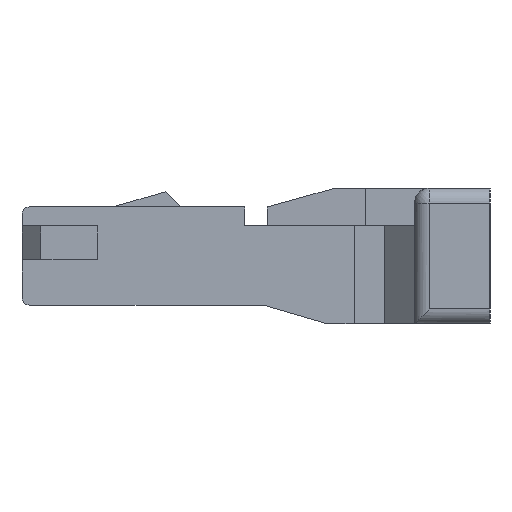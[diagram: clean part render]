
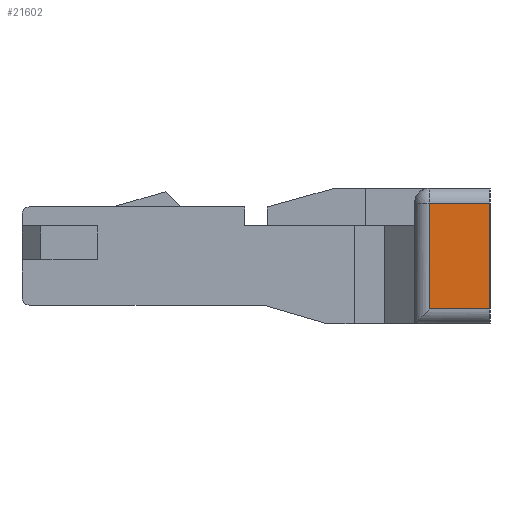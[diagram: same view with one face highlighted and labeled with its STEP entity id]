
A CAD part, left-side view. The second image highlights one B-rep face of the part: STEP entity #21602.
In plain terms, the highlighted planar face has unit normal (-1, 0, 0).
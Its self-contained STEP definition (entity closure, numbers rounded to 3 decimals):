
#55 = CYLINDRICAL_SURFACE('',#56,0.2);
#56 = AXIS2_PLACEMENT_3D('',#57,#58,#59);
#57 = CARTESIAN_POINT('',(-7.66,-10.582,-0.7));
#58 = DIRECTION('',(0.,1.,0.));
#59 = DIRECTION('',(0.,0.,-1.));
#105 = PLANE('',#106);
#106 = AXIS2_PLACEMENT_3D('',#107,#108,#109);
#107 = CARTESIAN_POINT('',(-7.86,-2.5,-0.9));
#108 = DIRECTION('',(0.,-1.,0.));
#109 = DIRECTION('',(1.,0.,0.));
#476 = EDGE_CURVE('',#477,#479,#481,.T.);
#477 = VERTEX_POINT('',#478);
#478 = CARTESIAN_POINT('',(-7.86,-2.5,-0.7));
#479 = VERTEX_POINT('',#480);
#480 = CARTESIAN_POINT('',(-7.86,-1.7,-0.7));
#481 = SURFACE_CURVE('',#482,(#486,#515),.PCURVE_S1.);
#482 = LINE('',#483,#484);
#483 = CARTESIAN_POINT('',(-7.86,-2.5,-0.7));
#484 = VECTOR('',#485,1.);
#485 = DIRECTION('',(0.,1.,0.));
#486 = PCURVE('',#55,#487);
#487 = DEFINITIONAL_REPRESENTATION('',(#488),#514);
#488 = B_SPLINE_CURVE_WITH_KNOTS('',3,(#489,#490,#491,#492,#493,#494,
    #495,#496,#497,#498,#499,#500,#501,#502,#503,#504,#505,#506,#507,
    #508,#509,#510,#511,#512,#513),.UNSPECIFIED.,.F.,.F.,(4,1,1,1,1,1,1,
    1,1,1,1,1,1,1,1,1,1,1,1,1,1,1,4),(0.,0.036,
    0.073,0.109,0.145,0.182,
    0.218,0.255,0.291,0.327,
    0.364,0.4,0.436,0.473,0.509,
    0.545,0.582,0.618,0.655,
    0.691,0.727,0.764,0.8),
  .QUASI_UNIFORM_KNOTS.);
#489 = CARTESIAN_POINT('',(1.571,8.082));
#490 = CARTESIAN_POINT('',(1.571,8.094));
#491 = CARTESIAN_POINT('',(1.571,8.119));
#492 = CARTESIAN_POINT('',(1.571,8.155));
#493 = CARTESIAN_POINT('',(1.571,8.191));
#494 = CARTESIAN_POINT('',(1.571,8.228));
#495 = CARTESIAN_POINT('',(1.571,8.264));
#496 = CARTESIAN_POINT('',(1.571,8.301));
#497 = CARTESIAN_POINT('',(1.571,8.337));
#498 = CARTESIAN_POINT('',(1.571,8.373));
#499 = CARTESIAN_POINT('',(1.571,8.41));
#500 = CARTESIAN_POINT('',(1.571,8.446));
#501 = CARTESIAN_POINT('',(1.571,8.482));
#502 = CARTESIAN_POINT('',(1.571,8.519));
#503 = CARTESIAN_POINT('',(1.571,8.555));
#504 = CARTESIAN_POINT('',(1.571,8.591));
#505 = CARTESIAN_POINT('',(1.571,8.628));
#506 = CARTESIAN_POINT('',(1.571,8.664));
#507 = CARTESIAN_POINT('',(1.571,8.701));
#508 = CARTESIAN_POINT('',(1.571,8.737));
#509 = CARTESIAN_POINT('',(1.571,8.773));
#510 = CARTESIAN_POINT('',(1.571,8.81));
#511 = CARTESIAN_POINT('',(1.571,8.846));
#512 = CARTESIAN_POINT('',(1.571,8.87));
#513 = CARTESIAN_POINT('',(1.571,8.882));
#514 = ( GEOMETRIC_REPRESENTATION_CONTEXT(2) 
PARAMETRIC_REPRESENTATION_CONTEXT() REPRESENTATION_CONTEXT('2D SPACE',''
  ) );
#515 = PCURVE('',#516,#521);
#516 = PLANE('',#517);
#517 = AXIS2_PLACEMENT_3D('',#518,#519,#520);
#518 = CARTESIAN_POINT('',(-7.86,-1.5,-0.9));
#519 = DIRECTION('',(-1.,0.,0.));
#520 = DIRECTION('',(0.,-1.,0.));
#521 = DEFINITIONAL_REPRESENTATION('',(#522),#526);
#522 = LINE('',#523,#524);
#523 = CARTESIAN_POINT('',(1.,0.2));
#524 = VECTOR('',#525,1.);
#525 = DIRECTION('',(-1.,0.));
#526 = ( GEOMETRIC_REPRESENTATION_CONTEXT(2) 
PARAMETRIC_REPRESENTATION_CONTEXT() REPRESENTATION_CONTEXT('2D SPACE',''
  ) );
#594 = CYLINDRICAL_SURFACE('',#595,0.2);
#595 = AXIS2_PLACEMENT_3D('',#596,#597,#598);
#596 = CARTESIAN_POINT('',(-7.66,-1.7,-3.246));
#597 = DIRECTION('',(0.,0.,1.));
#598 = DIRECTION('',(0.,1.,0.));
#881 = EDGE_CURVE('',#477,#882,#884,.T.);
#882 = VERTEX_POINT('',#883);
#883 = CARTESIAN_POINT('',(-7.86,-2.5,0.7));
#884 = SURFACE_CURVE('',#885,(#889,#896),.PCURVE_S1.);
#885 = LINE('',#886,#887);
#886 = CARTESIAN_POINT('',(-7.86,-2.5,-0.7));
#887 = VECTOR('',#888,1.);
#888 = DIRECTION('',(0.,0.,1.));
#889 = PCURVE('',#105,#890);
#890 = DEFINITIONAL_REPRESENTATION('',(#891),#895);
#891 = LINE('',#892,#893);
#892 = CARTESIAN_POINT('',(0.,0.2));
#893 = VECTOR('',#894,1.);
#894 = DIRECTION('',(0.,1.));
#895 = ( GEOMETRIC_REPRESENTATION_CONTEXT(2) 
PARAMETRIC_REPRESENTATION_CONTEXT() REPRESENTATION_CONTEXT('2D SPACE',''
  ) );
#896 = PCURVE('',#516,#897);
#897 = DEFINITIONAL_REPRESENTATION('',(#898),#902);
#898 = LINE('',#899,#900);
#899 = CARTESIAN_POINT('',(1.,0.2));
#900 = VECTOR('',#901,1.);
#901 = DIRECTION('',(0.,1.));
#902 = ( GEOMETRIC_REPRESENTATION_CONTEXT(2) 
PARAMETRIC_REPRESENTATION_CONTEXT() REPRESENTATION_CONTEXT('2D SPACE',''
  ) );
#921 = CYLINDRICAL_SURFACE('',#922,0.2);
#922 = AXIS2_PLACEMENT_3D('',#923,#924,#925);
#923 = CARTESIAN_POINT('',(-7.66,-10.582,0.7));
#924 = DIRECTION('',(0.,1.,0.));
#925 = DIRECTION('',(-1.,0.,0.));
#21491 = VERTEX_POINT('',#21492);
#21492 = CARTESIAN_POINT('',(-7.86,-1.7,0.7));
#21560 = EDGE_CURVE('',#479,#21491,#21561,.T.);
#21561 = SURFACE_CURVE('',#21562,(#21566,#21595),.PCURVE_S1.);
#21562 = LINE('',#21563,#21564);
#21563 = CARTESIAN_POINT('',(-7.86,-1.7,-0.7));
#21564 = VECTOR('',#21565,1.);
#21565 = DIRECTION('',(0.,0.,1.));
#21566 = PCURVE('',#594,#21567);
#21567 = DEFINITIONAL_REPRESENTATION('',(#21568),#21594);
#21568 = B_SPLINE_CURVE_WITH_KNOTS('',3,(#21569,#21570,#21571,#21572,
    #21573,#21574,#21575,#21576,#21577,#21578,#21579,#21580,#21581,
    #21582,#21583,#21584,#21585,#21586,#21587,#21588,#21589,#21590,
    #21591,#21592,#21593),.UNSPECIFIED.,.F.,.F.,(4,1,1,1,1,1,1,1,1,1,1,1
    ,1,1,1,1,1,1,1,1,1,1,4),(0.,0.064,0.127,
    0.191,0.255,0.318,0.382,
    0.445,0.509,0.573,0.636,0.7,
    0.764,0.827,0.891,0.955,
    1.018,1.082,1.145,1.209,
    1.273,1.336,1.4),.QUASI_UNIFORM_KNOTS.);
#21569 = CARTESIAN_POINT('',(1.571,2.546));
#21570 = CARTESIAN_POINT('',(1.571,2.568));
#21571 = CARTESIAN_POINT('',(1.571,2.61));
#21572 = CARTESIAN_POINT('',(1.571,2.674));
#21573 = CARTESIAN_POINT('',(1.571,2.737));
#21574 = CARTESIAN_POINT('',(1.571,2.801));
#21575 = CARTESIAN_POINT('',(1.571,2.865));
#21576 = CARTESIAN_POINT('',(1.571,2.928));
#21577 = CARTESIAN_POINT('',(1.571,2.992));
#21578 = CARTESIAN_POINT('',(1.571,3.056));
#21579 = CARTESIAN_POINT('',(1.571,3.119));
#21580 = CARTESIAN_POINT('',(1.571,3.183));
#21581 = CARTESIAN_POINT('',(1.571,3.246));
#21582 = CARTESIAN_POINT('',(1.571,3.31));
#21583 = CARTESIAN_POINT('',(1.571,3.374));
#21584 = CARTESIAN_POINT('',(1.571,3.437));
#21585 = CARTESIAN_POINT('',(1.571,3.501));
#21586 = CARTESIAN_POINT('',(1.571,3.565));
#21587 = CARTESIAN_POINT('',(1.571,3.628));
#21588 = CARTESIAN_POINT('',(1.571,3.692));
#21589 = CARTESIAN_POINT('',(1.571,3.756));
#21590 = CARTESIAN_POINT('',(1.571,3.819));
#21591 = CARTESIAN_POINT('',(1.571,3.883));
#21592 = CARTESIAN_POINT('',(1.571,3.925));
#21593 = CARTESIAN_POINT('',(1.571,3.946));
#21594 = ( GEOMETRIC_REPRESENTATION_CONTEXT(2) 
PARAMETRIC_REPRESENTATION_CONTEXT() REPRESENTATION_CONTEXT('2D SPACE',''
  ) );
#21595 = PCURVE('',#516,#21596);
#21596 = DEFINITIONAL_REPRESENTATION('',(#21597),#21601);
#21597 = LINE('',#21598,#21599);
#21598 = CARTESIAN_POINT('',(0.2,0.2));
#21599 = VECTOR('',#21600,1.);
#21600 = DIRECTION('',(0.,1.));
#21601 = ( GEOMETRIC_REPRESENTATION_CONTEXT(2) 
PARAMETRIC_REPRESENTATION_CONTEXT() REPRESENTATION_CONTEXT('2D SPACE',''
  ) );
#21602 = ADVANCED_FACE('',(#21603),#516,.T.);
#21603 = FACE_BOUND('',#21604,.F.);
#21604 = EDGE_LOOP('',(#21605,#21648,#21649,#21650));
#21605 = ORIENTED_EDGE('',*,*,#21606,.F.);
#21606 = EDGE_CURVE('',#882,#21491,#21607,.T.);
#21607 = SURFACE_CURVE('',#21608,(#21612,#21619),.PCURVE_S1.);
#21608 = LINE('',#21609,#21610);
#21609 = CARTESIAN_POINT('',(-7.86,-2.5,0.7));
#21610 = VECTOR('',#21611,1.);
#21611 = DIRECTION('',(0.,1.,0.));
#21612 = PCURVE('',#516,#21613);
#21613 = DEFINITIONAL_REPRESENTATION('',(#21614),#21618);
#21614 = LINE('',#21615,#21616);
#21615 = CARTESIAN_POINT('',(1.,1.6));
#21616 = VECTOR('',#21617,1.);
#21617 = DIRECTION('',(-1.,0.));
#21618 = ( GEOMETRIC_REPRESENTATION_CONTEXT(2) 
PARAMETRIC_REPRESENTATION_CONTEXT() REPRESENTATION_CONTEXT('2D SPACE',''
  ) );
#21619 = PCURVE('',#921,#21620);
#21620 = DEFINITIONAL_REPRESENTATION('',(#21621),#21647);
#21621 = B_SPLINE_CURVE_WITH_KNOTS('',3,(#21622,#21623,#21624,#21625,
    #21626,#21627,#21628,#21629,#21630,#21631,#21632,#21633,#21634,
    #21635,#21636,#21637,#21638,#21639,#21640,#21641,#21642,#21643,
    #21644,#21645,#21646),.UNSPECIFIED.,.F.,.F.,(4,1,1,1,1,1,1,1,1,1,1,1
    ,1,1,1,1,1,1,1,1,1,1,4),(0.,0.036,
    0.073,0.109,0.145,0.182,
    0.218,0.255,0.291,0.327,
    0.364,0.4,0.436,0.473,0.509,
    0.545,0.582,0.618,0.655,
    0.691,0.727,0.764,0.8),
  .QUASI_UNIFORM_KNOTS.);
#21622 = CARTESIAN_POINT('',(0.,8.082));
#21623 = CARTESIAN_POINT('',(0.,8.094));
#21624 = CARTESIAN_POINT('',(0.,8.119));
#21625 = CARTESIAN_POINT('',(0.,8.155));
#21626 = CARTESIAN_POINT('',(0.,8.191));
#21627 = CARTESIAN_POINT('',(0.,8.228));
#21628 = CARTESIAN_POINT('',(0.,8.264));
#21629 = CARTESIAN_POINT('',(0.,8.301));
#21630 = CARTESIAN_POINT('',(0.,8.337));
#21631 = CARTESIAN_POINT('',(0.,8.373));
#21632 = CARTESIAN_POINT('',(0.,8.41));
#21633 = CARTESIAN_POINT('',(0.,8.446));
#21634 = CARTESIAN_POINT('',(0.,8.482));
#21635 = CARTESIAN_POINT('',(0.,8.519));
#21636 = CARTESIAN_POINT('',(0.,8.555));
#21637 = CARTESIAN_POINT('',(0.,8.591));
#21638 = CARTESIAN_POINT('',(0.,8.628));
#21639 = CARTESIAN_POINT('',(0.,8.664));
#21640 = CARTESIAN_POINT('',(0.,8.701));
#21641 = CARTESIAN_POINT('',(0.,8.737));
#21642 = CARTESIAN_POINT('',(0.,8.773));
#21643 = CARTESIAN_POINT('',(0.,8.81));
#21644 = CARTESIAN_POINT('',(0.,8.846));
#21645 = CARTESIAN_POINT('',(0.,8.87));
#21646 = CARTESIAN_POINT('',(0.,8.882));
#21647 = ( GEOMETRIC_REPRESENTATION_CONTEXT(2) 
PARAMETRIC_REPRESENTATION_CONTEXT() REPRESENTATION_CONTEXT('2D SPACE',''
  ) );
#21648 = ORIENTED_EDGE('',*,*,#881,.F.);
#21649 = ORIENTED_EDGE('',*,*,#476,.T.);
#21650 = ORIENTED_EDGE('',*,*,#21560,.T.);
